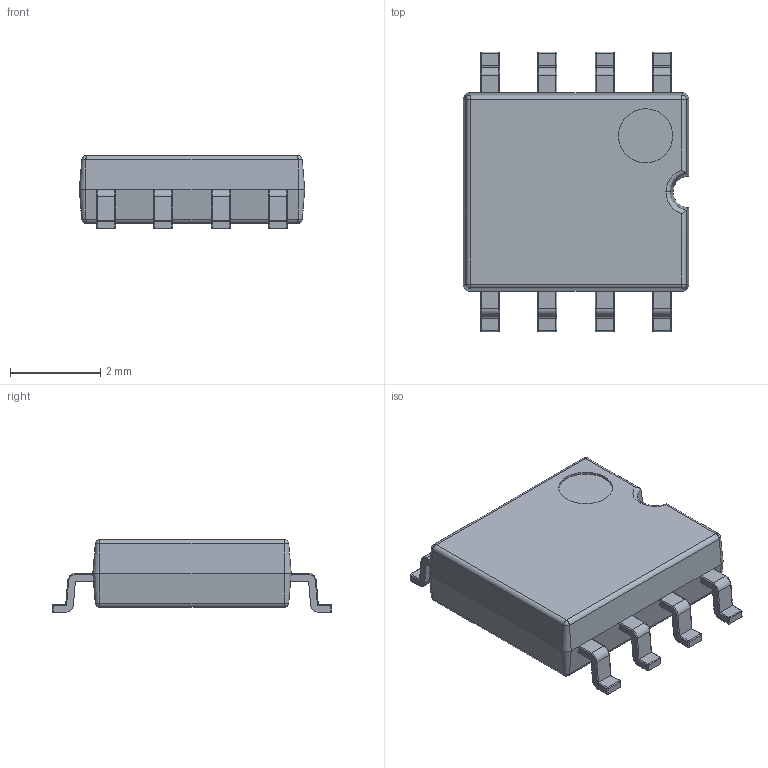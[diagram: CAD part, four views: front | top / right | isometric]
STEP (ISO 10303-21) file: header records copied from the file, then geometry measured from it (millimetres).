
FILE_DESCRIPTION(('STEP AP203'),'1');
FILE_NAME('bd6961f-e2.stp','2020-11-05T10:03:25',('TraceParts'),('TraceParts S.A.'),'Spatial InterOp 3D',' ',' ');
FILE_SCHEMA(('CONFIG_CONTROL_DESIGN'));
Length unit declared in the file: millimetre
Products named in the file (1): 1
Bounding box: 5 x 6.2 x 1.61 mm (x, y, z)
Volume: 33.7 mm3; surface area: 146.4 mm2
Topology: 6 solids, 6 shells, 219 faces, 500 edges, 286 vertices
Faces by surface type: cylinder 92, plane 71, torus 20, sphere 16, cone 12, bspline 8
Entity records: 10068 total; most frequent: CARTESIAN_POINT 5111, DIRECTION 1080, ORIENTED_EDGE 984, EDGE_CURVE 492, AXIS2_PLACEMENT_3D 403, VERTEX_POINT 286, LINE 274, VECTOR 274
